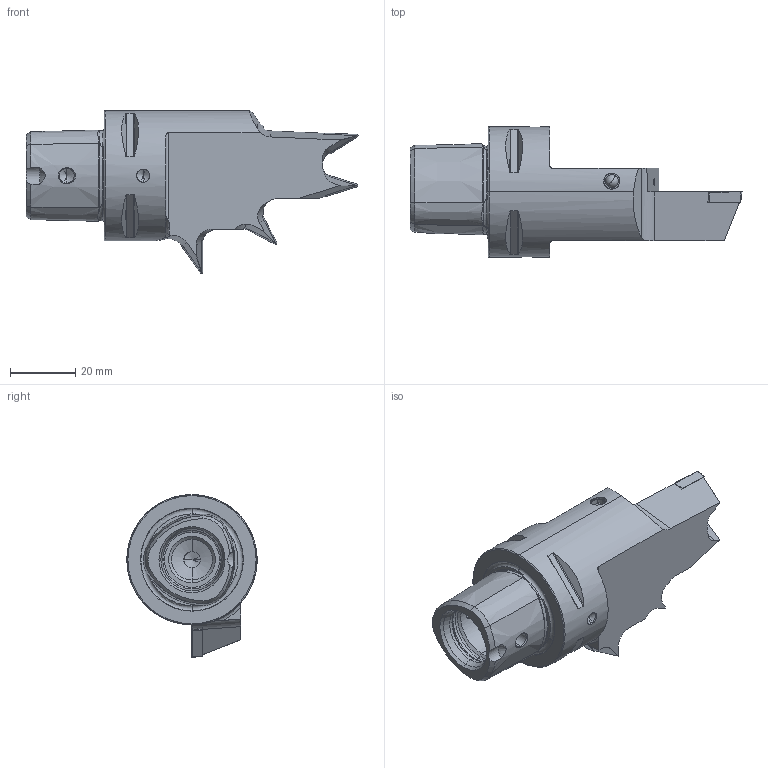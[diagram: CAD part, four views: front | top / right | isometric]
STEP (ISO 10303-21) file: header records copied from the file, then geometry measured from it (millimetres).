
FILE_DESCRIPTION (( 'STEP AP214' ), '1' );
FILE_NAME ('PS4.KVA.SoL.078.STEP', '2023-09-13T11:31:45', ( '' ), ( '' ), 'SwSTEP 2.0', 'SolidWorks 2017', '' );
FILE_SCHEMA (( 'AUTOMOTIVE_DESIGN' ));
Length unit declared in the file: millimetre
Products named in the file (6): VCGT110304; PS4.KVA.SoL.078; WCA-ER2.001.006_A; KVT_MB_600_050; KVT_MB_600_040; PS4-KVA.SoL.078_A_Fertigbearbeitung
Assembly tree (11 placements, depth 2):
  PS4.KVA.SoL.078
    PS4-KVA.SoL.078_A_Fertigbearbeitung
    WCA-ER2.001.006_A  x4
    VCGT110304  x4
    KVT_MB_600_050
    KVT_MB_600_040
Bounding box: 102.01 x 40 x 50.02 mm (x, y, z)
Volume: 57313.8 mm3; surface area: 17123.6 mm2
Topology: 13 solids, 13 shells, 664 faces, 1679 edges, 1026 vertices
Faces by surface type: cone 193, cylinder 177, plane 167, torus 67, bspline 48, sphere 12
Entity records: 13824 total; most frequent: CARTESIAN_POINT 3893, ORIENTED_EDGE 2040, DIRECTION 1965, EDGE_CURVE 1020, AXIS2_PLACEMENT_3D 762, VERTEX_POINT 630, EDGE_LOOP 442, VECTOR 441
